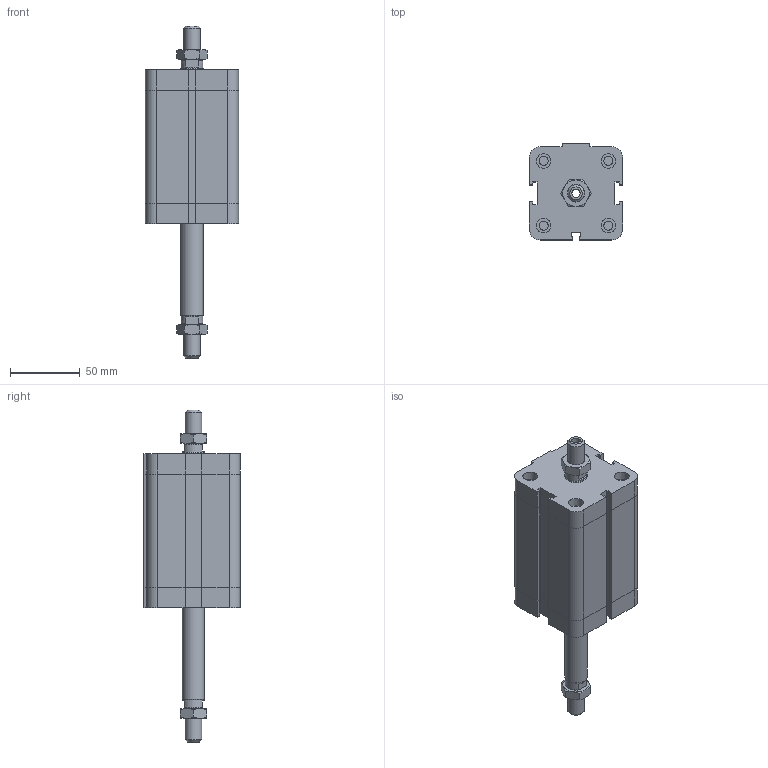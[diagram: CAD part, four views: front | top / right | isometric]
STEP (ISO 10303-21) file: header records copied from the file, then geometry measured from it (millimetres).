
FILE_DESCRIPTION((''),'2;1');
FILE_NAME('1561_50_0065_05_1.iam.stp','2009-04-20T14:56:18',(''),(''),'Autodesk Inventor 2009','Autodesk Inventor 2009','');
FILE_SCHEMA(('AUTOMOTIVE_DESIGN { 1 0 10303 214 1 1 1 1 }'));
Length unit declared in the file: millimetre
Products named in the file (4): 1561_50_0065_05_1; 1561_50_0065_03_1_C; 1561_50_0065_05_1_S; DBFM12
Assembly tree (4 placements, depth 2):
  1561_50_0065_05_1
    1561_50_0065_03_1_C
    1561_50_0065_05_1_S
    DBFM12  x2
Bounding box: 67 x 69 x 238.5 mm (x, y, z)
Volume: 481763.7 mm3; surface area: 70662.4 mm2
Topology: 4 solids, 4 shells, 223 faces, 486 edges, 291 vertices
Faces by surface type: plane 129, cone 35, bspline 34, cylinder 25
Full cylindrical faces by diameter (mm): 6.647 x4, 10.5 x4, 10.8 x1, 12 x1, 15.6 x2, 16 x1
Entity records: 5497 total; most frequent: CARTESIAN_POINT 1244, DIRECTION 806, ORIENTED_EDGE 776, EDGE_CURVE 388, AXIS2_PLACEMENT_3D 274, EDGE_LOOP 262, VECTOR 258, LINE 258
